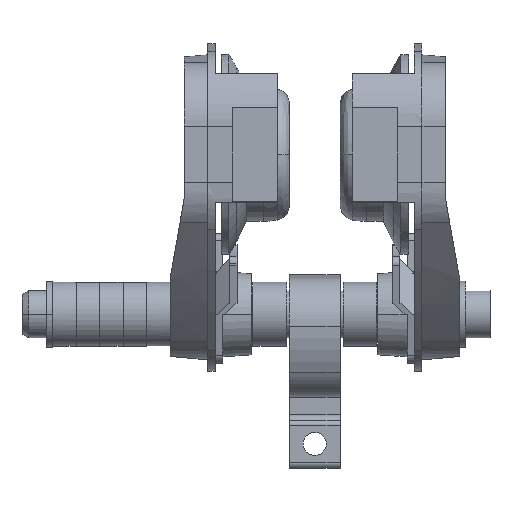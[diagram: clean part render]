
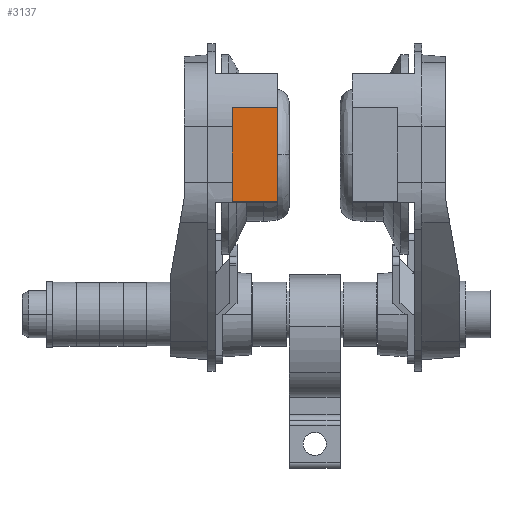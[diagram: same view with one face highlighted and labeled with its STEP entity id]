
A CAD part, left-side view. The second image highlights one B-rep face of the part: STEP entity #3137.
In plain terms, the highlighted face is planar.
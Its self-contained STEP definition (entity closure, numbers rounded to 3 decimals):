
#3137=ADVANCED_FACE('',(#4715),#4716,.T.);
#4715=FACE_OUTER_BOUND('',#6520,.T.);
#4716=PLANE('',#6521);
#6520=EDGE_LOOP('',(#12599,#12600,#12601,#12602));
#6521=AXIS2_PLACEMENT_3D('',#12603,#12604,#12605);
#12599=ORIENTED_EDGE('',*,*,#16208,.T.);
#12600=ORIENTED_EDGE('',*,*,#13748,.T.);
#12601=ORIENTED_EDGE('',*,*,#16079,.T.);
#12602=ORIENTED_EDGE('',*,*,#16442,.T.);
#12603=CARTESIAN_POINT('',(-29.957,1.977,18.));
#12604=DIRECTION('',(0.,0.,1.));
#12605=DIRECTION('',(1.,0.,0.));
#13748=EDGE_CURVE('',#17987,#17985,#17988,.T.);
#16079=EDGE_CURVE('',#17985,#22402,#22404,.T.);
#16208=EDGE_CURVE('',#22636,#17987,#22637,.T.);
#16442=EDGE_CURVE('',#22402,#22636,#23059,.T.);
#17985=VERTEX_POINT('',#28915);
#17987=VERTEX_POINT('',#28918);
#17988=LINE('',#28919,#28920);
#22402=VERTEX_POINT('',#49300);
#22404=LINE('',#49303,#49304);
#22636=VERTEX_POINT('',#50403);
#22637=LINE('',#50404,#50405);
#23059=LINE('',#51936,#51937);
#28915=CARTESIAN_POINT('',(20.043,1.977,18.));
#28918=CARTESIAN_POINT('',(-29.957,1.977,18.));
#28919=CARTESIAN_POINT('',(-29.957,1.977,18.));
#28920=VECTOR('',#54459,1.);
#49300=CARTESIAN_POINT('',(20.043,25.977,18.));
#49303=CARTESIAN_POINT('',(20.043,1.977,18.));
#49304=VECTOR('',#54964,1.);
#50403=CARTESIAN_POINT('',(-29.957,25.977,18.));
#50404=CARTESIAN_POINT('',(-29.957,25.977,18.));
#50405=VECTOR('',#55010,1.);
#51936=CARTESIAN_POINT('',(20.043,25.977,18.));
#51937=VECTOR('',#55078,1.);
#54459=DIRECTION('',(1.,0.,0.));
#54964=DIRECTION('',(0.,1.,0.));
#55010=DIRECTION('',(0.,-1.,0.));
#55078=DIRECTION('',(-1.,0.,0.));
